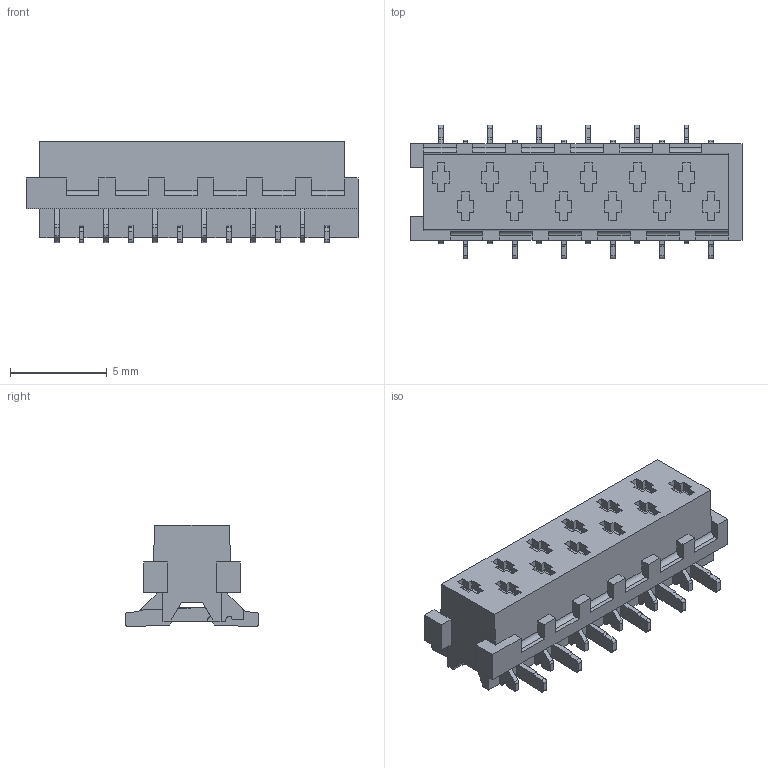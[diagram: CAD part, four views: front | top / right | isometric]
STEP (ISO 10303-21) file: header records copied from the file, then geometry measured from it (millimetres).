
FILE_DESCRIPTION((''),'2;1');
FILE_NAME('C-8-188275-2','2012-08-29T',('workeradm'),('Tyco Electronics Ltd.'),'PRO/ENGINEER BY PARAMETRIC TECHNOLOGY CORPORATION, 2010430','PRO/ENGINEER BY PARAMETRIC TECHNOLOGY CORPORATION, 2010430','');
FILE_SCHEMA(('AUTOMOTIVE_DESIGN { 1 0 10303 214 1 1 1 1 }'));
Length unit declared in the file: millimetre
Products named in the file (1): C-8-188275-2
Bounding box: 17.17 x 6.9 x 5.25 mm (x, y, z)
Volume: 297.3 mm3; surface area: 546.8 mm2
Topology: 1 solids, 1 shells, 576 faces, 1720 edges, 1146 vertices
Faces by surface type: plane 456, cylinder 120
Entity records: 19489 total; most frequent: CARTESIAN_POINT 3444, ORIENTED_EDGE 3440, DIRECTION 3112, EDGE_CURVE 1720, VECTOR 1480, LINE 1480, VERTEX_POINT 1146, AXIS2_PLACEMENT_3D 816
